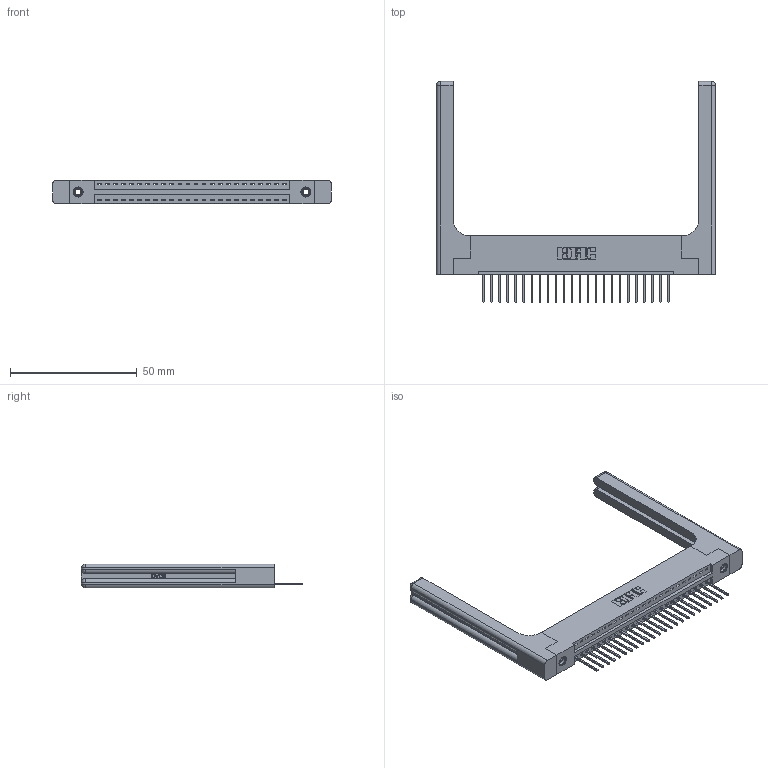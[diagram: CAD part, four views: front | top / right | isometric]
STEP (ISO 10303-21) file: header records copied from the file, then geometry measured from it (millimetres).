
FILE_DESCRIPTION (( 'STEP AP203' ), '1' );
FILE_NAME ('346-024-522-158.STEP', '2022-05-05T22:45:04', ( '' ), ( '' ), 'SwSTEP 2.0', 'SolidWorks 2020', '' );
FILE_SCHEMA (( 'CONFIG_CONTROL_DESIGN' ));
Length unit declared in the file: inch
Products named in the file (5): 345-292-001_345-293-122; 346-220-058_345-220-058; 346-024-522-158; 345-250-001_345-250-001-102; 346 Part_Flush Mounting Lugs - 0.156 Dia-TH
Assembly tree (29 placements, depth 2):
  346-024-522-158
    346 Part_Flush Mounting Lugs - 0.156 Dia-TH
    345-292-001_345-293-122  x24
    345-250-001_345-250-001-102  x2
    346-220-058_345-220-058  x2
Bounding box: 110.26 x 87.38 x 9.4 mm (x, y, z)
Volume: 17933.7 mm3; surface area: 18113.8 mm2
Topology: 29 solids, 29 shells, 1784 faces, 5255 edges, 3450 vertices
Faces by surface type: plane 1198, cylinder 526, bspline 36, cone 12, sphere 8, torus 4
Entity records: 22934 total; most frequent: CARTESIAN_POINT 4919, ORIENTED_EDGE 3672, DIRECTION 3292, EDGE_CURVE 1836, VECTOR 1516, LINE 1516, VERTEX_POINT 1214, AXIS2_PLACEMENT_3D 888
